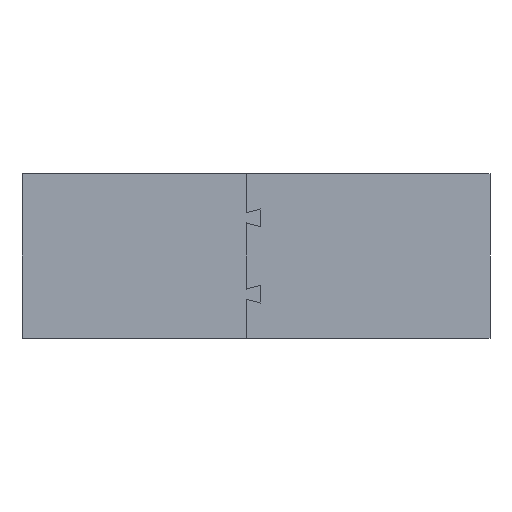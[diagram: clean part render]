
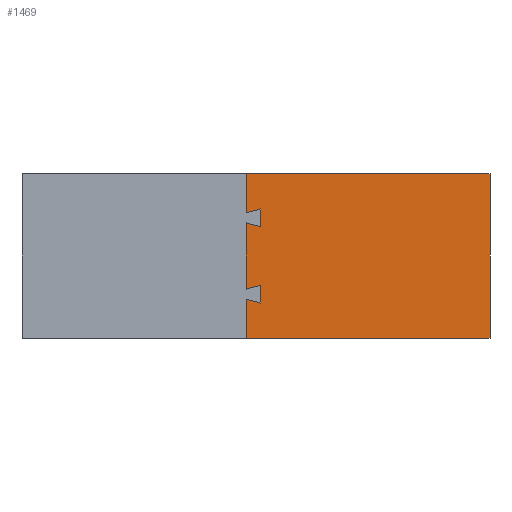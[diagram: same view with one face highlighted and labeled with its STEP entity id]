
A CAD part, left-side view. The second image highlights one B-rep face of the part: STEP entity #1469.
In plain terms, the highlighted planar face has unit normal (-1, 0, 0).
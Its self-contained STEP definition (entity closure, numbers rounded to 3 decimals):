
#67=PLANE('',#1578);
#139=FACE_OUTER_BOUND('',#215,.T.);
#215=EDGE_LOOP('',(#1279,#1280,#1281,#1282,#1283,#1284,#1285,#1286,#1287,
#1288,#1289,#1290));
#354=LINE('',#2271,#540);
#357=LINE('',#2277,#543);
#363=LINE('',#2289,#549);
#366=LINE('',#2295,#552);
#369=LINE('',#2301,#555);
#372=LINE('',#2305,#558);
#378=LINE('',#2318,#564);
#381=LINE('',#2324,#567);
#384=LINE('',#2328,#570);
#386=LINE('',#2333,#572);
#387=LINE('',#2335,#573);
#388=LINE('',#2336,#574);
#540=VECTOR('',#1855,10.);
#543=VECTOR('',#1860,10.);
#549=VECTOR('',#1868,10.);
#552=VECTOR('',#1873,10.);
#555=VECTOR('',#1878,10.);
#558=VECTOR('',#1883,10.);
#564=VECTOR('',#1891,10.);
#567=VECTOR('',#1896,10.);
#570=VECTOR('',#1901,10.);
#572=VECTOR('',#1907,10.);
#573=VECTOR('',#1908,10.);
#574=VECTOR('',#1909,10.);
#729=VERTEX_POINT('',#2268);
#730=VERTEX_POINT('',#2270);
#732=VERTEX_POINT('',#2276);
#736=VERTEX_POINT('',#2286);
#737=VERTEX_POINT('',#2288);
#739=VERTEX_POINT('',#2294);
#741=VERTEX_POINT('',#2300);
#746=VERTEX_POINT('',#2315);
#747=VERTEX_POINT('',#2317);
#749=VERTEX_POINT('',#2323);
#750=VERTEX_POINT('',#2332);
#751=VERTEX_POINT('',#2334);
#910=EDGE_CURVE('',#730,#729,#354,.T.);
#913=EDGE_CURVE('',#732,#730,#357,.T.);
#919=EDGE_CURVE('',#737,#736,#363,.T.);
#922=EDGE_CURVE('',#739,#737,#366,.T.);
#925=EDGE_CURVE('',#741,#739,#369,.T.);
#928=EDGE_CURVE('',#729,#741,#372,.T.);
#934=EDGE_CURVE('',#747,#746,#378,.T.);
#937=EDGE_CURVE('',#749,#747,#381,.T.);
#940=EDGE_CURVE('',#736,#749,#384,.T.);
#942=EDGE_CURVE('',#746,#750,#386,.T.);
#943=EDGE_CURVE('',#750,#751,#387,.T.);
#944=EDGE_CURVE('',#751,#732,#388,.T.);
#1279=ORIENTED_EDGE('',*,*,#913,.T.);
#1280=ORIENTED_EDGE('',*,*,#910,.T.);
#1281=ORIENTED_EDGE('',*,*,#928,.T.);
#1282=ORIENTED_EDGE('',*,*,#925,.T.);
#1283=ORIENTED_EDGE('',*,*,#922,.T.);
#1284=ORIENTED_EDGE('',*,*,#919,.T.);
#1285=ORIENTED_EDGE('',*,*,#940,.T.);
#1286=ORIENTED_EDGE('',*,*,#937,.T.);
#1287=ORIENTED_EDGE('',*,*,#934,.T.);
#1288=ORIENTED_EDGE('',*,*,#942,.T.);
#1289=ORIENTED_EDGE('',*,*,#943,.T.);
#1290=ORIENTED_EDGE('',*,*,#944,.T.);
#1469=ADVANCED_FACE('',(#139),#67,.F.);
#1578=AXIS2_PLACEMENT_3D('',#2331,#1905,#1906);
#1855=DIRECTION('',(0.,-0.966,0.259));
#1860=DIRECTION('',(0.,0.,-1.));
#1868=DIRECTION('',(0.,-0.966,0.259));
#1873=DIRECTION('',(0.,0.,-1.));
#1878=DIRECTION('',(0.,0.966,0.259));
#1883=DIRECTION('',(0.,0.,-1.));
#1891=DIRECTION('',(0.,0.,-1.));
#1896=DIRECTION('',(0.,0.966,0.259));
#1901=DIRECTION('',(0.,0.,-1.));
#1905=DIRECTION('center_axis',(1.,0.,0.));
#1906=DIRECTION('ref_axis',(0.,1.,0.));
#1907=DIRECTION('',(0.,-1.,0.));
#1908=DIRECTION('',(0.,0.,1.));
#1909=DIRECTION('',(0.,1.,0.));
#2268=CARTESIAN_POINT('',(0.,628.202,91.658));
#2270=CARTESIAN_POINT('',(0.,636.202,89.515));
#2271=CARTESIAN_POINT('',(0.,636.728,89.374));
#2276=CARTESIAN_POINT('',(0.,636.202,111.658));
#2277=CARTESIAN_POINT('',(0.,636.202,88.408));
#2286=CARTESIAN_POINT('',(0.,628.202,48.658));
#2288=CARTESIAN_POINT('',(0.,636.202,46.515));
#2289=CARTESIAN_POINT('',(0.,631.353,47.814));
#2294=CARTESIAN_POINT('',(0.,636.202,83.802));
#2295=CARTESIAN_POINT('',(0.,636.202,74.48));
#2300=CARTESIAN_POINT('',(0.,628.202,81.658));
#2301=CARTESIAN_POINT('',(0.,627.353,81.431));
#2305=CARTESIAN_POINT('',(0.,628.202,78.408));
#2315=CARTESIAN_POINT('',(0.,636.202,18.658));
#2317=CARTESIAN_POINT('',(0.,636.202,40.802));
#2318=CARTESIAN_POINT('',(0.,636.202,52.98));
#2323=CARTESIAN_POINT('',(0.,628.202,38.658));
#2324=CARTESIAN_POINT('',(0.,632.728,39.871));
#2328=CARTESIAN_POINT('',(0.,628.202,56.908));
#2331=CARTESIAN_POINT('Origin',(0.,630.802,65.158));
#2332=CARTESIAN_POINT('',(0.,498.902,18.658));
#2333=CARTESIAN_POINT('',(0.,762.702,18.658));
#2334=CARTESIAN_POINT('',(0.,498.902,111.658));
#2335=CARTESIAN_POINT('',(0.,498.902,18.658));
#2336=CARTESIAN_POINT('',(0.,498.902,111.658));
